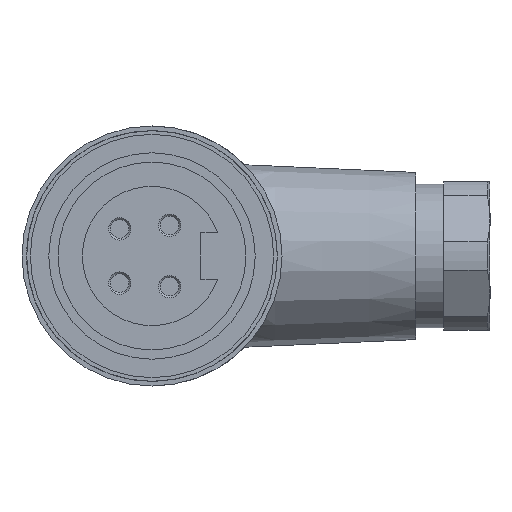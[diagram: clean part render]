
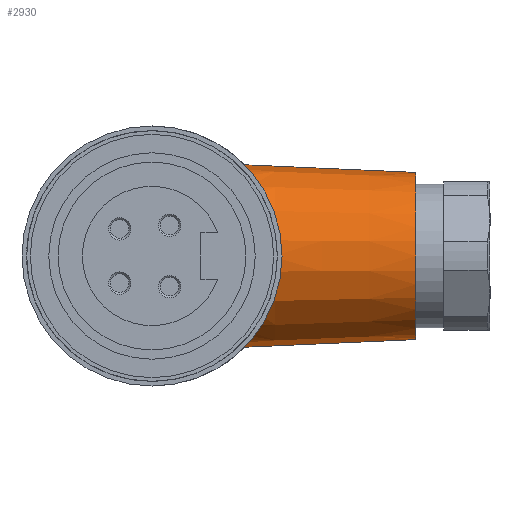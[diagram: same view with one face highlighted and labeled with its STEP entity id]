
A CAD part, front view. The second image highlights one B-rep face of the part: STEP entity #2930.
In plain terms, the highlighted conical face has half-angle 2.556 degrees and reference radius 9.5 mm.
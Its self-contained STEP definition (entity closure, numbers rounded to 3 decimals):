
#156=CARTESIAN_POINT('',(8.237,44.0,-9.9));
#157=VERTEX_POINT('',#156);
#171=CARTESIAN_POINT('',(10.619,37.7,-7.499));
#172=VERTEX_POINT('',#171);
#173=CARTESIAN_POINT('',(8.237,44.0,-9.9));
#174=CARTESIAN_POINT('',(8.257,43.373,-9.899));
#175=CARTESIAN_POINT('',(8.354,42.751,-9.835));
#176=CARTESIAN_POINT('',(8.681,41.496,-9.581));
#177=CARTESIAN_POINT('',(8.92,40.864,-9.381));
#178=CARTESIAN_POINT('',(9.624,39.316,-8.713));
#179=CARTESIAN_POINT('',(10.139,38.446,-8.153));
#180=CARTESIAN_POINT('',(10.619,37.7,-7.499));
#181=B_SPLINE_CURVE_WITH_KNOTS('',3,(#173,#174,#175,#176,#177,#178,#179,#180),.UNSPECIFIED.,.F.,.U.,(4,2,2,4),(3.118,3.306,3.51,3.832),.UNSPECIFIED.);
#182=EDGE_CURVE('',#157,#172,#181,.T.);
#209=CARTESIAN_POINT('',(10.619,37.7,7.499));
#210=VERTEX_POINT('',#209);
#218=CARTESIAN_POINT('',(8.237,44.0,9.9));
#219=VERTEX_POINT('',#218);
#220=CARTESIAN_POINT('',(10.619,37.7,7.499));
#221=CARTESIAN_POINT('',(10.139,38.446,8.153));
#222=CARTESIAN_POINT('',(9.624,39.316,8.713));
#223=CARTESIAN_POINT('',(8.92,40.864,9.381));
#224=CARTESIAN_POINT('',(8.681,41.496,9.581));
#225=CARTESIAN_POINT('',(8.354,42.751,9.835));
#226=CARTESIAN_POINT('',(8.257,43.373,9.899));
#227=CARTESIAN_POINT('',(8.237,44.0,9.9));
#228=B_SPLINE_CURVE_WITH_KNOTS('',3,(#220,#221,#222,#223,#224,#225,#226,#227),.UNSPECIFIED.,.F.,.U.,(4,2,2,4),(-0.73,-0.407,-0.204,-0.015),.UNSPECIFIED.);
#229=EDGE_CURVE('',#210,#219,#228,.T.);
#286=CARTESIAN_POINT('',(10.619,37.7,-7.499));
#287=CARTESIAN_POINT('',(10.746,37.495,-7.319));
#288=CARTESIAN_POINT('',(10.871,37.299,-7.132));
#289=CARTESIAN_POINT('',(11.523,36.3,-6.1));
#290=CARTESIAN_POINT('',(12.054,35.569,-5.028));
#291=CARTESIAN_POINT('',(12.795,34.574,-2.622));
#292=CARTESIAN_POINT('',(13.,34.313,-1.285));
#293=CARTESIAN_POINT('',(13.,34.313,1.285));
#294=CARTESIAN_POINT('',(12.795,34.574,2.622));
#295=CARTESIAN_POINT('',(12.054,35.569,5.028));
#296=CARTESIAN_POINT('',(11.523,36.3,6.1));
#297=CARTESIAN_POINT('',(10.871,37.299,7.132));
#298=CARTESIAN_POINT('',(10.746,37.495,7.319));
#299=CARTESIAN_POINT('',(10.619,37.7,7.499));
#300=B_SPLINE_CURVE_WITH_KNOTS('',3,(#286,#287,#288,#289,#290,#291,#292,#293,#294,#295,#296,#297,#298,#299),.UNSPECIFIED.,.F.,.U.,(4,2,2,2,2,2,4),(3.841,3.929,4.314,4.7,5.085,5.471,5.559),.UNSPECIFIED.);
#301=EDGE_CURVE('',#172,#210,#300,.T.);
#583=CARTESIAN_POINT('',(9.976,44.0,9.823));
#584=VERTEX_POINT('',#583);
#623=CARTESIAN_POINT('',(9.976,44.0,-9.823));
#624=VERTEX_POINT('',#623);
#676=CARTESIAN_POINT('',(28.4,44.0,9.));
#677=VERTEX_POINT('',#676);
#678=CARTESIAN_POINT('',(28.4,44.0,9.));
#679=DIRECTION('',(-0.999,0.0,0.045));
#680=VECTOR('',#679,18.442);
#681=LINE('',#678,#680);
#682=EDGE_CURVE('',#677,#584,#681,.T.);
#684=CARTESIAN_POINT('',(28.4,44.0,-9.));
#685=VERTEX_POINT('',#684);
#693=CARTESIAN_POINT('',(9.976,44.0,-9.823));
#694=DIRECTION('',(0.999,0.0,0.045));
#695=VECTOR('',#694,18.442);
#696=LINE('',#693,#695);
#697=EDGE_CURVE('',#624,#685,#696,.T.);
#2785=CARTESIAN_POINT('',(9.976,44.0,-9.823));
#2786=DIRECTION('',(-0.999,0.0,-0.045));
#2787=VECTOR('',#2786,1.74);
#2788=LINE('',#2785,#2787);
#2789=EDGE_CURVE('',#624,#157,#2788,.T.);
#2843=CARTESIAN_POINT('',(9.976,44.0,9.823));
#2844=DIRECTION('',(-0.999,0.0,0.045));
#2845=VECTOR('',#2844,1.74);
#2846=LINE('',#2843,#2845);
#2847=EDGE_CURVE('',#584,#219,#2846,.T.);
#2909=CARTESIAN_POINT('',(17.2,44.0,0.));
#2910=DIRECTION('',(-1.0,0.0,0.));
#2911=DIRECTION('',(0.0,0.0,1.0));
#2912=AXIS2_PLACEMENT_3D('',#2909,#2910,#2911);
#2913=CONICAL_SURFACE('',#2912,9.5,2.556);
#2914=ORIENTED_EDGE('',*,*,#682,.T.);
#2915=ORIENTED_EDGE('',*,*,#2847,.T.);
#2916=ORIENTED_EDGE('',*,*,#229,.F.);
#2917=ORIENTED_EDGE('',*,*,#301,.F.);
#2918=ORIENTED_EDGE('',*,*,#182,.F.);
#2919=ORIENTED_EDGE('',*,*,#2789,.F.);
#2920=ORIENTED_EDGE('',*,*,#697,.T.);
#2921=CARTESIAN_POINT('',(28.4,44.0,0.));
#2922=DIRECTION('',(-1.0,0.0,0.0));
#2923=DIRECTION('',(0.0,0.0,1.0));
#2924=AXIS2_PLACEMENT_3D('',#2921,#2922,#2923);
#2925=CIRCLE('',#2924,9.);
#2926=EDGE_CURVE('',#685,#677,#2925,.T.);
#2927=ORIENTED_EDGE('',*,*,#2926,.T.);
#2928=EDGE_LOOP('',(#2914,#2915,#2916,#2917,#2918,#2919,#2920,#2927));
#2929=FACE_OUTER_BOUND('',#2928,.T.);
#2930=ADVANCED_FACE('',(#2929),#2913,.T.);
